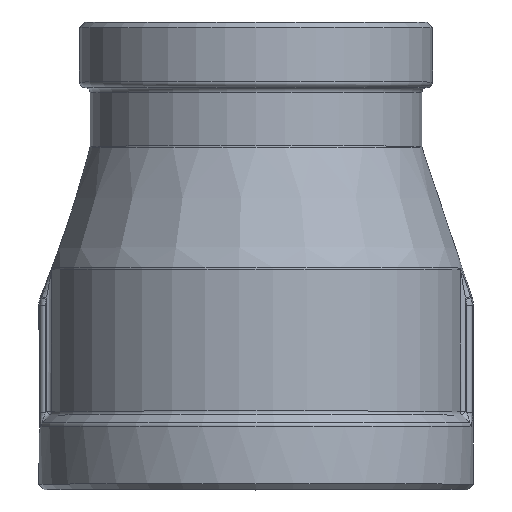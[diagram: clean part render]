
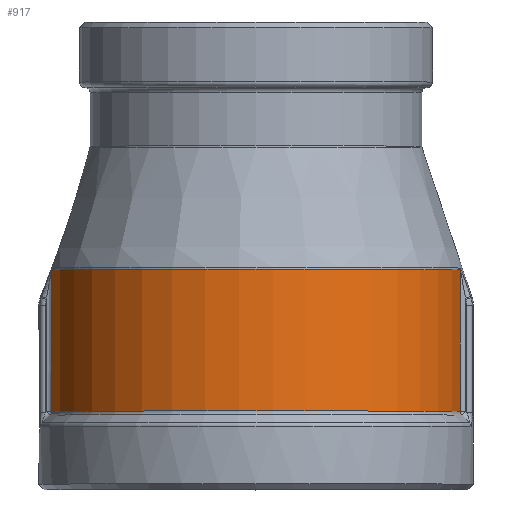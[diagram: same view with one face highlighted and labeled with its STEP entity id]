
A CAD part, top view. The second image highlights one B-rep face of the part: STEP entity #917.
In plain terms, the highlighted cylindrical face has radius 19 mm (diameter 38 mm), a partial arc.
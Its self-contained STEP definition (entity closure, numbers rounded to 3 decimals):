
#50=LINE('',#2056,#78);
#51=LINE('',#2060,#79);
#78=VECTOR('',#1268,13.021);
#79=VECTOR('',#1273,13.021);
#143=CYLINDRICAL_SURFACE('',#1031,19.);
#218=FACE_OUTER_BOUND('',#298,.T.);
#298=EDGE_LOOP('',(#769,#770,#771,#772));
#380=CIRCLE('',#1026,19.);
#383=CIRCLE('',#1032,19.);
#452=VERTEX_POINT('',#1788);
#466=VERTEX_POINT('',#2029);
#468=VERTEX_POINT('',#2055);
#469=VERTEX_POINT('',#2059);
#575=EDGE_CURVE('',#452,#466,#380,.T.);
#579=EDGE_CURVE('',#466,#468,#50,.T.);
#581=EDGE_CURVE('',#469,#452,#51,.T.);
#582=EDGE_CURVE('',#468,#469,#383,.T.);
#769=ORIENTED_EDGE('',*,*,#575,.F.);
#770=ORIENTED_EDGE('',*,*,#581,.F.);
#771=ORIENTED_EDGE('',*,*,#582,.F.);
#772=ORIENTED_EDGE('',*,*,#579,.F.);
#917=ADVANCED_FACE('',(#218),#143,.T.);
#1026=AXIS2_PLACEMENT_3D('',#2048,#1258,#1259);
#1031=AXIS2_PLACEMENT_3D('',#2058,#1271,#1272);
#1032=AXIS2_PLACEMENT_3D('',#2061,#1274,#1275);
#1258=DIRECTION('center_axis',(0.,1.,0.));
#1259=DIRECTION('ref_axis',(0.,0.,1.));
#1268=DIRECTION('',(0.,-1.,0.));
#1271=DIRECTION('center_axis',(0.,-1.,0.));
#1272=DIRECTION('ref_axis',(1.,0.,0.));
#1273=DIRECTION('',(0.,1.,0.));
#1274=DIRECTION('center_axis',(0.,-1.,0.));
#1275=DIRECTION('ref_axis',(-1.,0.,0.));
#1788=CARTESIAN_POINT('',(-18.774,-1.272,2.923));
#2029=CARTESIAN_POINT('',(18.774,-1.272,2.923));
#2048=CARTESIAN_POINT('Origin',(0.,-1.272,0.));
#2055=CARTESIAN_POINT('',(18.774,-14.293,2.923));
#2056=CARTESIAN_POINT('',(18.774,-7.845,2.923));
#2058=CARTESIAN_POINT('Origin',(0.,-7.845,0.));
#2059=CARTESIAN_POINT('',(-18.774,-14.293,2.923));
#2060=CARTESIAN_POINT('',(-18.774,-7.845,2.923));
#2061=CARTESIAN_POINT('Origin',(0.,-14.293,0.));
